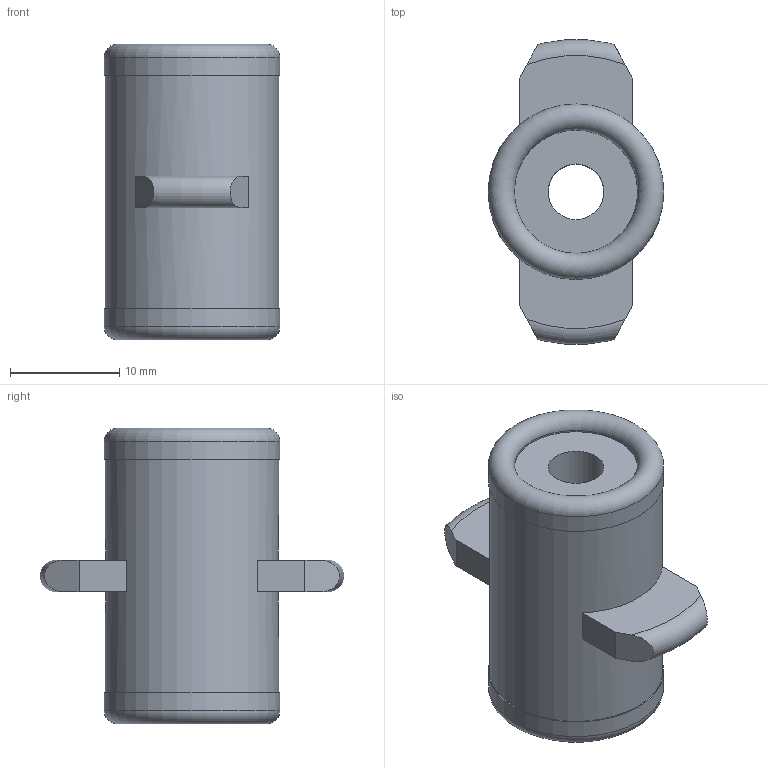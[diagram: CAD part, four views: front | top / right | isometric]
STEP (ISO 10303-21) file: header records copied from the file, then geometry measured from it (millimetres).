
FILE_DESCRIPTION(/* description */ ('STEP AP214'),/* implementation_level */ '2;1');
FILE_NAME(/* name */ '8119890_VAVC-Q2-M22C-6-S1',/* time_stamp */ '2024-09-13T10:05:25+02:00',/* author */ ('License CC BY-ND 4.0'),/* organization */ ('CADENAS'),/* preprocessor_version */ 'ST-DEVELOPER v19.3',/* originating_system */ 'PARTsolutions',/* authorisation */ ' ');
FILE_SCHEMA (('AUTOMOTIVE_DESIGN {1 0 10303 214 3 1 1}'));
Length unit declared in the file: millimetre
Products named in the file (1): 8119890 VAVC-Q2-M22C-6-S1
Bounding box: 16.1 x 27.88 x 27.1 mm (x, y, z)
Volume: 4930.2 mm3; surface area: 2422.1 mm2
Topology: 1 solids, 1 shells, 26 faces, 56 edges, 36 vertices
Faces by surface type: plane 16, cylinder 6, torus 4
Full cylindrical faces by diameter (mm): 5.1 x1, 11.3 x2, 15.9 x1, 16.1 x2
Entity records: 726 total; most frequent: CARTESIAN_POINT 143, DIRECTION 118, ORIENTED_EDGE 96, EDGE_CURVE 48, AXIS2_PLACEMENT_3D 47, EDGE_LOOP 40, FACE_BOUND 40, VERTEX_POINT 36
